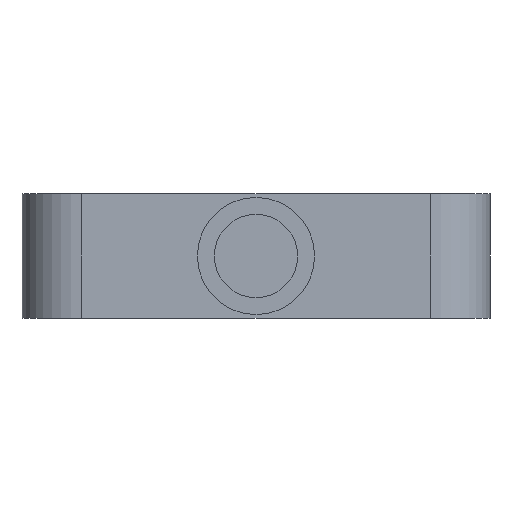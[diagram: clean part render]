
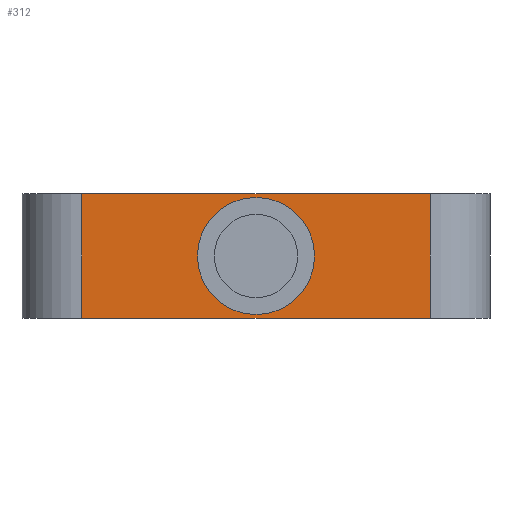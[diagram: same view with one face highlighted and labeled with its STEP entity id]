
A CAD part, left-side view. The second image highlights one B-rep face of the part: STEP entity #312.
In plain terms, the highlighted planar face has unit normal (-1, 0, 0).
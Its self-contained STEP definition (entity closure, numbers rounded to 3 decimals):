
#1 = VERTEX_POINT ( 'NONE', #268 ) ;
#4 = VERTEX_POINT ( 'NONE', #914 ) ;
#54 = VECTOR ( 'NONE', #568, 1000. ) ;
#62 = LINE ( 'NONE', #540, #54 ) ;
#81 = CIRCLE ( 'NONE', #476, 22.5 ) ;
#132 = VECTOR ( 'NONE', #873, 1000. ) ;
#136 = FACE_OUTER_BOUND ( 'NONE', #1054, .T. ) ;
#168 = LINE ( 'NONE', #625, #189 ) ;
#189 = VECTOR ( 'NONE', #738, 1000. ) ;
#198 = FACE_BOUND ( 'NONE', #1037, .T. ) ;
#208 = VECTOR ( 'NONE', #882, 1000. ) ;
#209 = LINE ( 'NONE', #881, #208 ) ;
#212 = CIRCLE ( 'NONE', #446, 22.5 ) ;
#232 = LINE ( 'NONE', #866, #132 ) ;
#267 = VERTEX_POINT ( 'NONE', #759 ) ;
#268 = CARTESIAN_POINT ( 'NONE',  ( -90., 67., 48. ) ) ;
#312 = ADVANCED_FACE ( 'NONE', ( #198, #136 ), #629, .F. ) ;
#341 = EDGE_CURVE ( 'NONE', #4, #1141, #232, .T. ) ;
#345 = EDGE_CURVE ( 'NONE', #267, #609, #212, .T. ) ;
#347 = EDGE_CURVE ( 'NONE', #1, #4, #209, .T. ) ;
#366 = EDGE_CURVE ( 'NONE', #567, #1141, #168, .T. ) ;
#434 = AXIS2_PLACEMENT_3D ( 'NONE', #630, #628, #627 ) ;
#446 = AXIS2_PLACEMENT_3D ( 'NONE', #689, #692, #687 ) ;
#476 = AXIS2_PLACEMENT_3D ( 'NONE', #558, #552, #550 ) ;
#495 = EDGE_CURVE ( 'NONE', #609, #267, #81, .T. ) ;
#507 = EDGE_CURVE ( 'NONE', #1, #567, #62, .T. ) ;
#521 = CARTESIAN_POINT ( 'NONE',  ( -90., -67., 48. ) ) ;
#540 = CARTESIAN_POINT ( 'NONE',  ( -90., -67., 48. ) ) ;
#550 = DIRECTION ( 'NONE',  ( 0., 0., -1. ) ) ;
#552 = DIRECTION ( 'NONE',  ( 1., 0., 0. ) ) ;
#558 = CARTESIAN_POINT ( 'NONE',  ( -90., 0., 24. ) ) ;
#567 = VERTEX_POINT ( 'NONE', #521 ) ;
#568 = DIRECTION ( 'NONE',  ( 0., -1., 0. ) ) ;
#609 = VERTEX_POINT ( 'NONE', #613 ) ;
#613 = CARTESIAN_POINT ( 'NONE',  ( -90., 0., 1.5 ) ) ;
#625 = CARTESIAN_POINT ( 'NONE',  ( -90., -67., 48. ) ) ;
#627 = DIRECTION ( 'NONE',  ( 0., 0., -1. ) ) ;
#628 = DIRECTION ( 'NONE',  ( 1., 0., 0. ) ) ;
#629 = PLANE ( 'NONE',  #434 ) ;
#630 = CARTESIAN_POINT ( 'NONE',  ( -90., -67., 48. ) ) ;
#687 = DIRECTION ( 'NONE',  ( 0., 0., -1. ) ) ;
#689 = CARTESIAN_POINT ( 'NONE',  ( -90., 0., 24. ) ) ;
#692 = DIRECTION ( 'NONE',  ( 1., 0., 0. ) ) ;
#701 = CARTESIAN_POINT ( 'NONE',  ( -90., -67., 0. ) ) ;
#738 = DIRECTION ( 'NONE',  ( 0., 0., -1. ) ) ;
#759 = CARTESIAN_POINT ( 'NONE',  ( -90., 0., 46.5 ) ) ;
#866 = CARTESIAN_POINT ( 'NONE',  ( -90., -67., 0. ) ) ;
#873 = DIRECTION ( 'NONE',  ( 0., -1., 0. ) ) ;
#881 = CARTESIAN_POINT ( 'NONE',  ( -90., 67., 48. ) ) ;
#882 = DIRECTION ( 'NONE',  ( 0., 0., -1. ) ) ;
#914 = CARTESIAN_POINT ( 'NONE',  ( -90., 67., 0. ) ) ;
#969 = ORIENTED_EDGE ( 'NONE', *, *, #345, .T. ) ;
#982 = ORIENTED_EDGE ( 'NONE', *, *, #495, .T. ) ;
#989 = ORIENTED_EDGE ( 'NONE', *, *, #507, .F. ) ;
#1034 = ORIENTED_EDGE ( 'NONE', *, *, #347, .T. ) ;
#1037 = EDGE_LOOP ( 'NONE', ( #982, #969 ) ) ;
#1054 = EDGE_LOOP ( 'NONE', ( #1103, #1127, #989, #1034 ) ) ;
#1103 = ORIENTED_EDGE ( 'NONE', *, *, #341, .T. ) ;
#1127 = ORIENTED_EDGE ( 'NONE', *, *, #366, .F. ) ;
#1141 = VERTEX_POINT ( 'NONE', #701 ) ;
